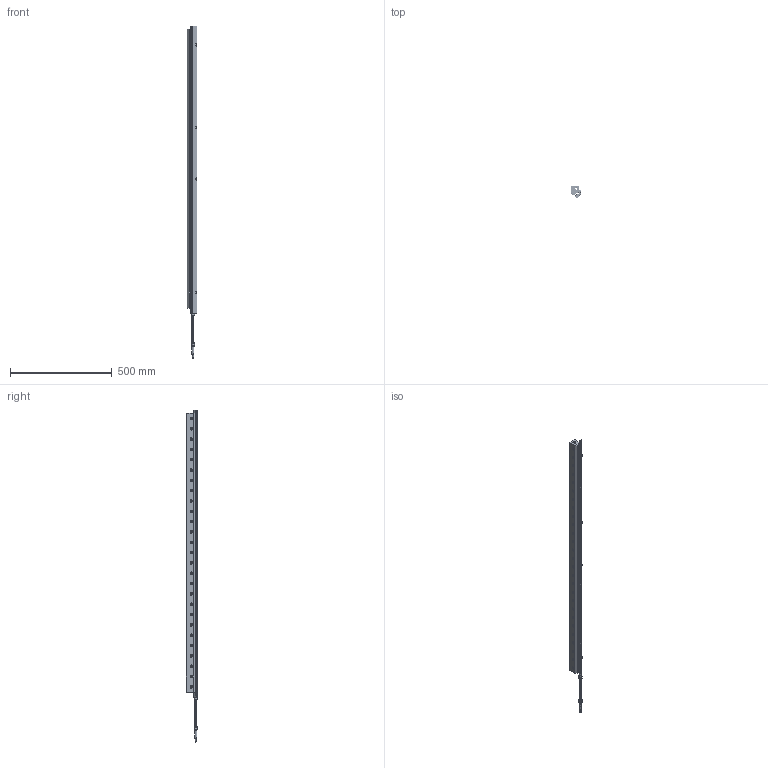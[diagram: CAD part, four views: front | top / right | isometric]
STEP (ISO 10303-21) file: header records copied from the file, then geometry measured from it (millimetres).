
FILE_DESCRIPTION(/* description */ (''),/* implementation_level */ '2;1');
FILE_NAME(/* name */ '112054-DIM.stp',/* time_stamp */ '2017-03-29T13:31:19-04:00',/* author */ ('ryan longshore'),/* organization */ (''),/* preprocessor_version */ 'ST-DEVELOPER v16.5',/* originating_system */ 'Autodesk Inventor 2017',/* authorisation */ '');
FILE_SCHEMA (('AUTOMOTIVE_DESIGN { 1 0 10303 214 3 1 1 }'));
Length unit declared in the file: inch
Products named in the file (23): 112054-DIM; 110054-DIM; 110054-B; 110054-C; 8054-DIM; 901835; 901574; 901437; 901592; 901565; 901515; 901587; 901724-DIM; 901806-DIM; 901622; 901576-DIM; 901576 without spring-DIM; 901577; 901625; 901770; 7525; Unbrako - 10 x 1/4; Unbrako - 1/4 x 3/4
Assembly tree (112 placements, depth 4):
  112054-DIM
    110054-DIM
      110054-B
      110054-C
      Unbrako - 1/4 x 3/4  x27
    8054-DIM
      901835
      901574
      901437
      901592
      901565
      901515
      901587
      901724-DIM
      901576-DIM  x54
        901576 without spring-DIM
        901577
      901806-DIM
      901622
      901625  x2
      901770
    7525  x4
    Unbrako - 10 x 1/4  x4
    Unbrako - 1/4 x 3/4  x4
Bounding box: 46.9 x 57.63 x 1633.21 mm (x, y, z)
Volume: 2023900.7 mm3; surface area: 691147.7 mm2
Topology: 159 solids, 159 shells, 2273 faces, 4888 edges, 3105 vertices
Faces by surface type: plane 1220, cylinder 762, cone 211, torus 74, bspline 6
Full cylindrical faces by diameter (mm): 0.508 x1, 0.635 x108, 1.984 x2, 2.54 x1, 2.667 x54, 2.845 x1, 3.454 x1, 3.485 x1, 3.937 x54, 4.089 x4, 4.826 x4, 4.978 x1, 5.055 x1, 5.159 x4, 5.715 x109, 6.35 x59, 6.604 x1, 6.731 x1, 7.144 x31, 8.128 x2, 8.89 x1, 9.144 x1, 9.169 x4, 9.423 x1, 9.525 x3, 10.414 x2, 11.1 x31, 11.112 x5, 12.446 x1, 12.7 x27
Entity records: 27095 total; most frequent: CARTESIAN_POINT 17832, DIRECTION 1940, ORIENTED_EDGE 1308, AXIS2_PLACEMENT_3D 845, EDGE_LOOP 726, EDGE_CURVE 654, VERTEX_POINT 528, FACE_OUTER_BOUND 370
